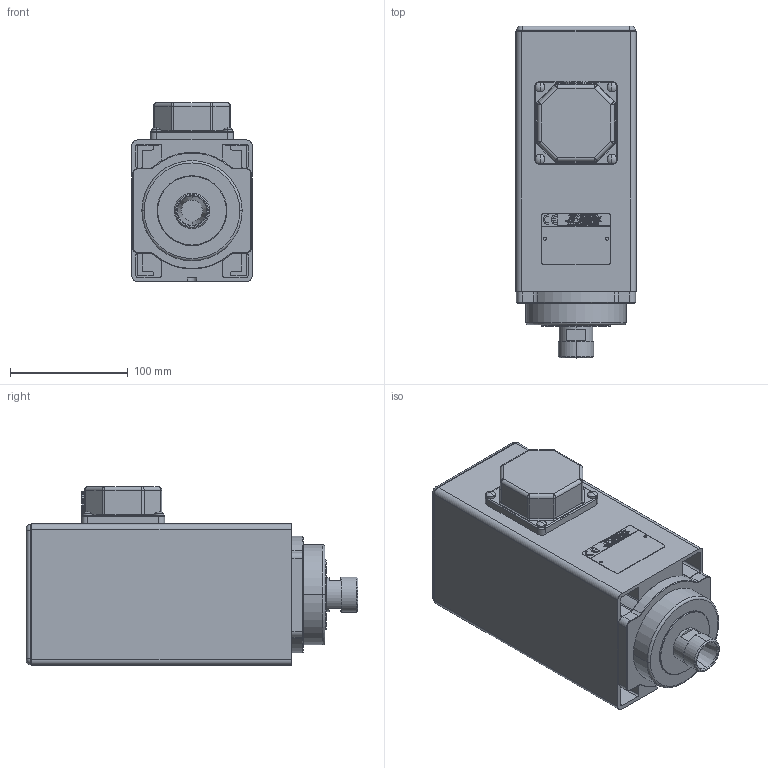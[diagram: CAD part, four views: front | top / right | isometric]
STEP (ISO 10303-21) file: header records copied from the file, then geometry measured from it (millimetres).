
FILE_DESCRIPTION(('HOOPS Exchange Step'),'2;1');
FILE_NAME('export-3BC0CB10-493E-436D-B500-3A929E779E7B.stp','2024-10-03T14:44:06+02:00',('Gebruiker'),('Alibre'),'HOOPS Exchange 2023.0','Alibre','Unknown authorisation');
FILE_SCHEMA( ('AP242_MANAGED_MODEL_BASED_3D_ENGINEERING_MIM_LF {1 0 10303 442 1 1 4 }') );
Length unit declared in the file: millimetre
Products named in the file (1): 1138 Teknomotor C5160-A-SB-P-ER25-3.3kW-18.000rpm
Bounding box: 102 x 281.3 x 151.7 mm (x, y, z)
Volume: 2704522.2 mm3; surface area: 213778.7 mm2
Topology: 1 solids, 5 shells, 1471 faces, 3928 edges, 2557 vertices
Faces by surface type: plane 1038, cylinder 295, cone 58, bspline 42, torus 21, sphere 17
Entity records: 47507 total; most frequent: CARTESIAN_POINT 12041, ORIENTED_EDGE 7806, DIRECTION 6334, EDGE_CURVE 3903, VERTEX_POINT 2557, VECTOR 2114, LINE 2114, AXIS2_PLACEMENT_3D 2110
